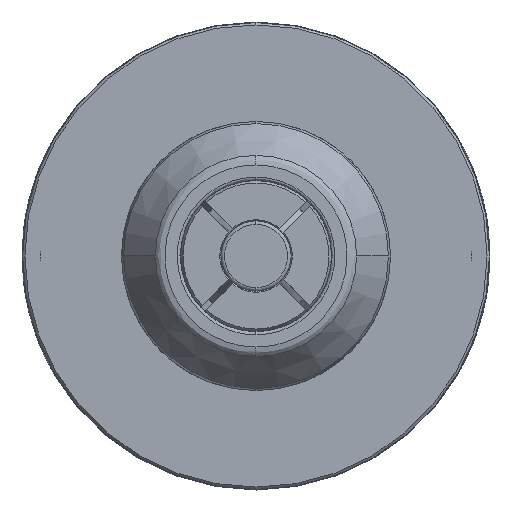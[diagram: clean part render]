
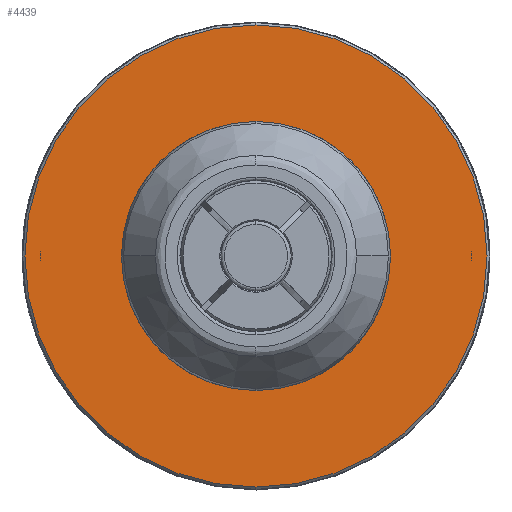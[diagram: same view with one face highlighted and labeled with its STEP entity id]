
A CAD part, left-side view. The second image highlights one B-rep face of the part: STEP entity #4439.
In plain terms, the highlighted planar face has unit normal (-1, 0, 0).
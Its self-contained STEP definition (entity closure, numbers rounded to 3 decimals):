
#366 = AXIS2_PLACEMENT_3D ( 'NONE', #11609, #1556, #13326 ) ;
#405 = DIRECTION ( 'NONE',  ( 0., -1., 0. ) ) ;
#1556 = DIRECTION ( 'NONE',  ( 1., 0., 0. ) ) ;
#1895 = EDGE_CURVE ( 'NONE', #3008, #13657, #2462, .T. ) ;
#2462 = CIRCLE ( 'NONE', #5517, 10.2 ) ;
#2783 = CARTESIAN_POINT ( 'NONE',  ( 22.2, -10.2, 0. ) ) ;
#3008 = VERTEX_POINT ( 'NONE', #2783 ) ;
#3150 = CIRCLE ( 'NONE', #7703, 19.75 ) ;
#3278 = VERTEX_POINT ( 'NONE', #16424 ) ;
#4215 = FACE_OUTER_BOUND ( 'NONE', #19307, .T. ) ;
#4439 = ADVANCED_FACE ( 'NONE', ( #10607, #4215 ), #18133, .F. ) ;
#4844 = ORIENTED_EDGE ( 'NONE', *, *, #1895, .F. ) ;
#5517 = AXIS2_PLACEMENT_3D ( 'NONE', #7591, #14157, #15908 ) ;
#5765 = CIRCLE ( 'NONE', #9519, 10.2 ) ;
#6214 = CARTESIAN_POINT ( 'NONE',  ( 22.2, 0., 0. ) ) ;
#6346 = CIRCLE ( 'NONE', #366, 19.75 ) ;
#7393 = VERTEX_POINT ( 'NONE', #14763 ) ;
#7591 = CARTESIAN_POINT ( 'NONE',  ( 22.2, 0., 0. ) ) ;
#7703 = AXIS2_PLACEMENT_3D ( 'NONE', #6214, #18185, #7889 ) ;
#7889 = DIRECTION ( 'NONE',  ( 0., 1., 0. ) ) ;
#9519 = AXIS2_PLACEMENT_3D ( 'NONE', #20798, #10446, #405 ) ;
#10231 = ORIENTED_EDGE ( 'NONE', *, *, #13982, .F. ) ;
#10362 = AXIS2_PLACEMENT_3D ( 'NONE', #17610, #17533, #17462 ) ;
#10446 = DIRECTION ( 'NONE',  ( -1., 0., 0. ) ) ;
#10607 = FACE_BOUND ( 'NONE', #19062, .T. ) ;
#10848 = ORIENTED_EDGE ( 'NONE', *, *, #12801, .F. ) ;
#11563 = EDGE_CURVE ( 'NONE', #3278, #7393, #6346, .T. ) ;
#11609 = CARTESIAN_POINT ( 'NONE',  ( 22.2, 0., 0. ) ) ;
#11899 = ORIENTED_EDGE ( 'NONE', *, *, #11563, .F. ) ;
#12801 = EDGE_CURVE ( 'NONE', #13657, #3008, #5765, .T. ) ;
#13326 = DIRECTION ( 'NONE',  ( 0., 1., 0. ) ) ;
#13657 = VERTEX_POINT ( 'NONE', #14971 ) ;
#13982 = EDGE_CURVE ( 'NONE', #7393, #3278, #3150, .T. ) ;
#14157 = DIRECTION ( 'NONE',  ( -1., 0., 0. ) ) ;
#14763 = CARTESIAN_POINT ( 'NONE',  ( 22.2, 0., -19.75 ) ) ;
#14971 = CARTESIAN_POINT ( 'NONE',  ( 22.2, 10.2, 0. ) ) ;
#15908 = DIRECTION ( 'NONE',  ( 0., -1., 0. ) ) ;
#16424 = CARTESIAN_POINT ( 'NONE',  ( 22.2, 0., 19.75 ) ) ;
#17462 = DIRECTION ( 'NONE',  ( 0., 0., -1. ) ) ;
#17533 = DIRECTION ( 'NONE',  ( 1., 0., 0. ) ) ;
#17610 = CARTESIAN_POINT ( 'NONE',  ( 22.2, -10., 0. ) ) ;
#18133 = PLANE ( 'NONE',  #10362 ) ;
#18185 = DIRECTION ( 'NONE',  ( 1., 0., 0. ) ) ;
#19062 = EDGE_LOOP ( 'NONE', ( #4844, #10848 ) ) ;
#19307 = EDGE_LOOP ( 'NONE', ( #10231, #11899 ) ) ;
#20798 = CARTESIAN_POINT ( 'NONE',  ( 22.2, 0., 0. ) ) ;
